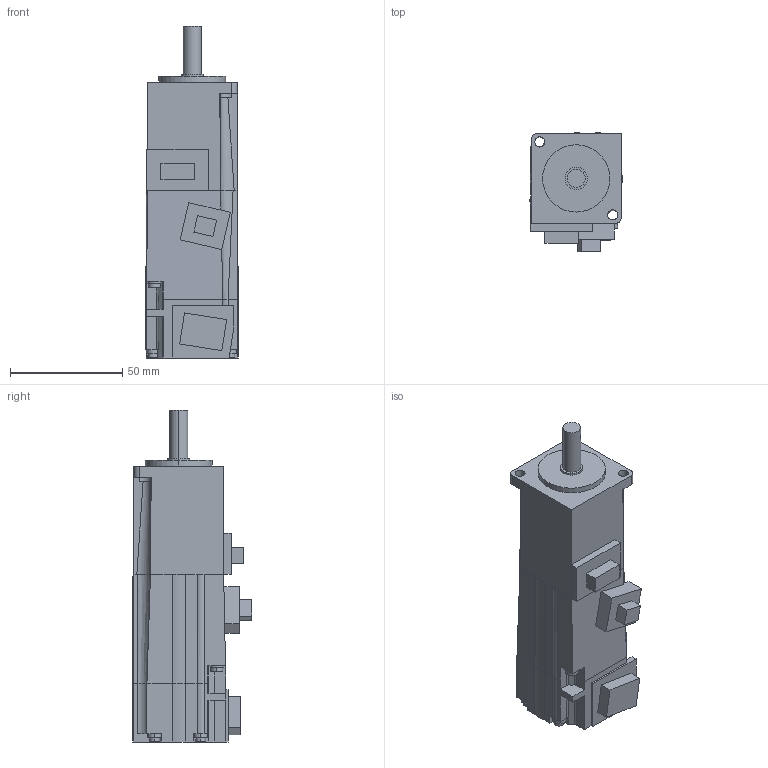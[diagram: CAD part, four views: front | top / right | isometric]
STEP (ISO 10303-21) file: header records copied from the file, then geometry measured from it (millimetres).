
FILE_DESCRIPTION((''),'2;1');
FILE_NAME('HG-KR13B_','2011-09-23T',('FJ93736'),(''),'PRO/ENGINEER BY PARAMETRIC TECHNOLOGY CORPORATION, 2009400','PRO/ENGINEER BY PARAMETRIC TECHNOLOGY CORPORATION, 2009400','');
FILE_SCHEMA(('CONFIG_CONTROL_DESIGN'));
Length unit declared in the file: millimetre
Products named in the file (1): HG-KR13B_
Bounding box: 41.2 x 53.2 x 148 mm (x, y, z)
Volume: 196701.6 mm3; surface area: 26029.6 mm2
Topology: 1 solids, 1 shells, 195 faces, 492 edges, 317 vertices
Faces by surface type: plane 121, cylinder 66, bspline 8
Entity records: 6245 total; most frequent: CARTESIAN_POINT 1452, ORIENTED_EDGE 984, DIRECTION 979, EDGE_CURVE 492, VECTOR 339, LINE 339, AXIS2_PLACEMENT_3D 320, VERTEX_POINT 317
